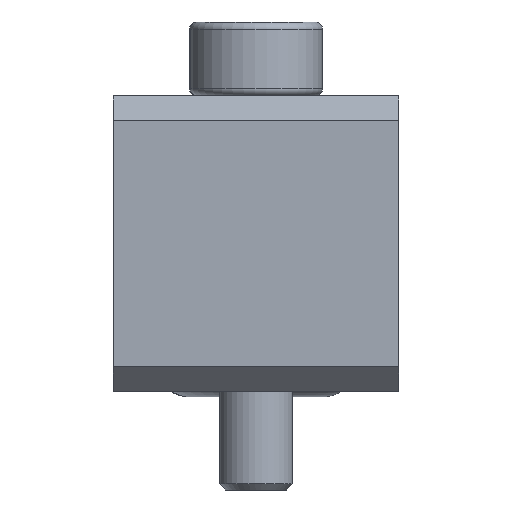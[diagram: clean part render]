
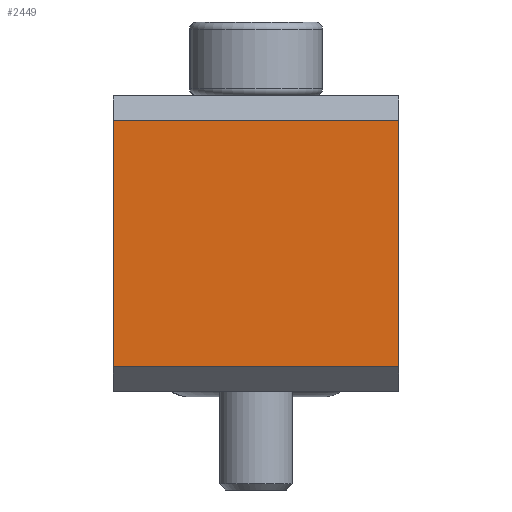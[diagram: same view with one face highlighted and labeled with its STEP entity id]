
A CAD part, left-side view. The second image highlights one B-rep face of the part: STEP entity #2449.
In plain terms, the highlighted planar face has unit normal (-1, 0, 0).
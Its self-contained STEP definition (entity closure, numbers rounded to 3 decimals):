
#115 = ORIENTED_EDGE ( 'NONE', *, *, #1951, .F. ) ;
#123 = VERTEX_POINT ( 'NONE', #1774 ) ;
#127 = DIRECTION ( 'NONE',  ( 1., 0., 0. ) ) ;
#157 = VERTEX_POINT ( 'NONE', #2481 ) ;
#331 = DIRECTION ( 'NONE',  ( 0., 0., -1. ) ) ;
#505 = CARTESIAN_POINT ( 'NONE',  ( -24., 5.8, 1. ) ) ;
#524 = EDGE_CURVE ( 'NONE', #157, #123, #757, .T. ) ;
#537 = EDGE_LOOP ( 'NONE', ( #115, #970, #2406, #2585 ) ) ;
#568 = EDGE_CURVE ( 'NONE', #1483, #2054, #1805, .T. ) ;
#602 = DIRECTION ( 'NONE',  ( 0., 0., -1. ) ) ;
#757 = LINE ( 'NONE', #2430, #2535 ) ;
#783 = CARTESIAN_POINT ( 'NONE',  ( -24., -5.8, 1. ) ) ;
#970 = ORIENTED_EDGE ( 'NONE', *, *, #524, .T. ) ;
#971 = CARTESIAN_POINT ( 'NONE',  ( -24., -5.8, 12. ) ) ;
#1082 = VECTOR ( 'NONE', #331, 1000. ) ;
#1276 = CARTESIAN_POINT ( 'NONE',  ( -24., -5.8, 1. ) ) ;
#1306 = CARTESIAN_POINT ( 'NONE',  ( -24., 5.8, 12. ) ) ;
#1355 = FACE_OUTER_BOUND ( 'NONE', #537, .T. ) ;
#1362 = CARTESIAN_POINT ( 'NONE',  ( -24., -5.8, 12. ) ) ;
#1406 = VECTOR ( 'NONE', #2678, 1000. ) ;
#1465 = LINE ( 'NONE', #1306, #2444 ) ;
#1483 = VERTEX_POINT ( 'NONE', #505 ) ;
#1572 = DIRECTION ( 'NONE',  ( 0., 0., -1. ) ) ;
#1750 = EDGE_CURVE ( 'NONE', #123, #1483, #1465, .T. ) ;
#1757 = LINE ( 'NONE', #971, #1082 ) ;
#1774 = CARTESIAN_POINT ( 'NONE',  ( -24., 5.8, 11. ) ) ;
#1805 = LINE ( 'NONE', #783, #1406 ) ;
#1951 = EDGE_CURVE ( 'NONE', #157, #2054, #1757, .T. ) ;
#2054 = VERTEX_POINT ( 'NONE', #1276 ) ;
#2206 = PLANE ( 'NONE',  #2581 ) ;
#2406 = ORIENTED_EDGE ( 'NONE', *, *, #1750, .T. ) ;
#2430 = CARTESIAN_POINT ( 'NONE',  ( -24., -5.8, 11. ) ) ;
#2444 = VECTOR ( 'NONE', #602, 1000. ) ;
#2449 = ADVANCED_FACE ( 'NONE', ( #1355 ), #2206, .F. ) ;
#2481 = CARTESIAN_POINT ( 'NONE',  ( -24., -5.8, 11. ) ) ;
#2535 = VECTOR ( 'NONE', #2658, 1000. ) ;
#2581 = AXIS2_PLACEMENT_3D ( 'NONE', #1362, #127, #1572 ) ;
#2585 = ORIENTED_EDGE ( 'NONE', *, *, #568, .T. ) ;
#2658 = DIRECTION ( 'NONE',  ( 0., 1., 0. ) ) ;
#2678 = DIRECTION ( 'NONE',  ( 0., -1., 0. ) ) ;
